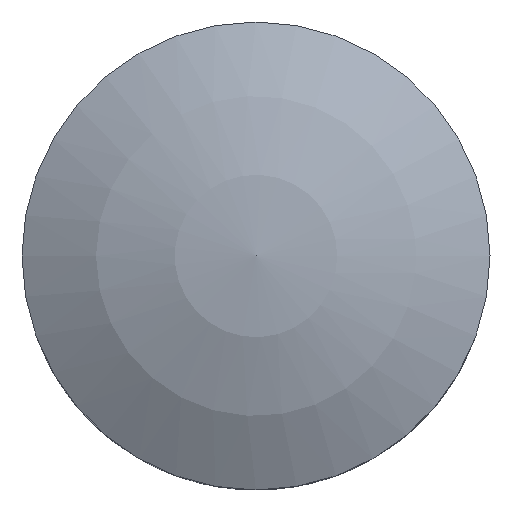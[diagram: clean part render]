
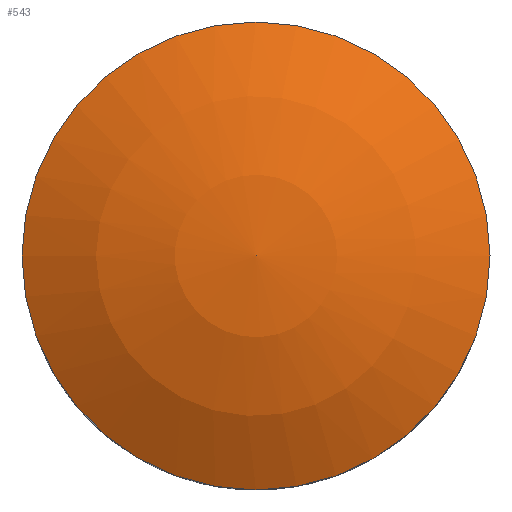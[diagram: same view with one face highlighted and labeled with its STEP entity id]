
A CAD part, left-side view. The second image highlights one B-rep face of the part: STEP entity #543.
In plain terms, the highlighted spherical face has radius 30.125 mm.
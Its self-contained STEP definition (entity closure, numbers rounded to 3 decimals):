
#43=SPHERICAL_SURFACE('',#711,30.125);
#107=FACE_OUTER_BOUND('',#148,.T.);
#148=EDGE_LOOP('',(#417,#418,#419,#420,#421));
#243=CIRCLE('',#712,30.125);
#244=CIRCLE('',#713,15.);
#245=CIRCLE('',#714,15.);
#246=CIRCLE('',#715,15.);
#280=VERTEX_POINT('',#1074);
#281=VERTEX_POINT('',#1075);
#282=VERTEX_POINT('',#1077);
#283=VERTEX_POINT('',#1079);
#330=EDGE_CURVE('',#280,#281,#243,.T.);
#331=EDGE_CURVE('',#282,#281,#244,.T.);
#332=EDGE_CURVE('',#283,#282,#245,.T.);
#333=EDGE_CURVE('',#281,#283,#246,.T.);
#417=ORIENTED_EDGE('',*,*,#330,.T.);
#418=ORIENTED_EDGE('',*,*,#331,.F.);
#419=ORIENTED_EDGE('',*,*,#332,.F.);
#420=ORIENTED_EDGE('',*,*,#333,.F.);
#421=ORIENTED_EDGE('',*,*,#330,.F.);
#543=ADVANCED_FACE('',(#107),#43,.T.);
#711=AXIS2_PLACEMENT_3D('',#1073,#826,#827);
#712=AXIS2_PLACEMENT_3D('',#1076,#828,#829);
#713=AXIS2_PLACEMENT_3D('',#1078,#830,#831);
#714=AXIS2_PLACEMENT_3D('',#1080,#832,#833);
#715=AXIS2_PLACEMENT_3D('',#1081,#834,#835);
#826=DIRECTION('center_axis',(0.,0.,1.));
#827=DIRECTION('ref_axis',(1.,0.,0.));
#828=DIRECTION('center_axis',(0.,-1.,0.));
#829=DIRECTION('ref_axis',(-1.,0.,0.));
#830=DIRECTION('center_axis',(0.,0.,-1.));
#831=DIRECTION('ref_axis',(0.,1.,0.));
#832=DIRECTION('center_axis',(0.,0.,-1.));
#833=DIRECTION('ref_axis',(0.,1.,0.));
#834=DIRECTION('center_axis',(0.,0.,-1.));
#835=DIRECTION('ref_axis',(0.,1.,0.));
#1073=CARTESIAN_POINT('Origin',(0.,0.,7.875));
#1074=CARTESIAN_POINT('',(0.,0.,38.));
#1075=CARTESIAN_POINT('',(-15.,0.,34.));
#1076=CARTESIAN_POINT('Origin',(0.,0.,7.875));
#1077=CARTESIAN_POINT('',(0.,-15.,34.));
#1078=CARTESIAN_POINT('Origin',(0.,0.,34.));
#1079=CARTESIAN_POINT('',(0.,15.,34.));
#1080=CARTESIAN_POINT('Origin',(0.,0.,34.));
#1081=CARTESIAN_POINT('Origin',(0.,0.,34.));
